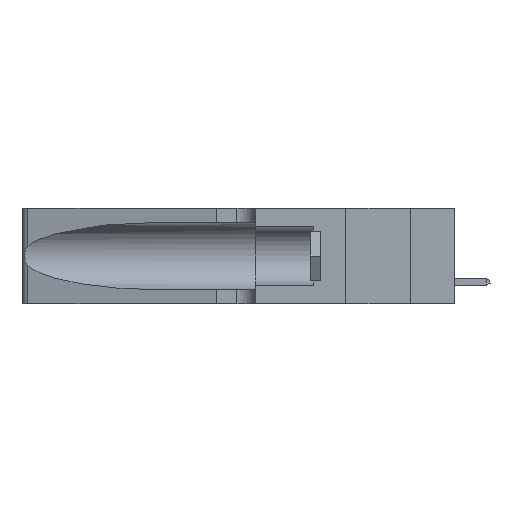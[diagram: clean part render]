
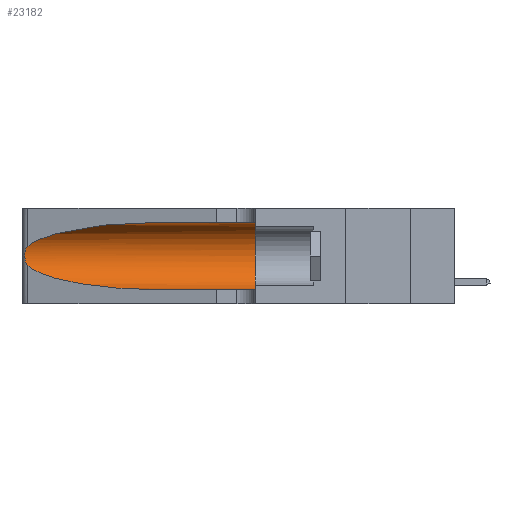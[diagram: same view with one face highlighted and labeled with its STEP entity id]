
A CAD part, left-side view. The second image highlights one B-rep face of the part: STEP entity #23182.
In plain terms, the highlighted cylindrical face has radius 3.308 mm (diameter 6.617 mm), a partial arc.
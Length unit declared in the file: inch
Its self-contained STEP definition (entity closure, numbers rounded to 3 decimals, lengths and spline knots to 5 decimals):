
#499 = CARTESIAN_POINT ( 'NONE',  ( 0.1305, 0.72297, 0.05475 ) ) ;
#1143 = ORIENTED_EDGE ( 'NONE', *, *, #30882, .T. ) ;
#1251 = ORIENTED_EDGE ( 'NONE', *, *, #27106, .T. ) ;
#1365 = ORIENTED_EDGE ( 'NONE', *, *, #10251, .F. ) ;
#1376 = CARTESIAN_POINT ( 'NONE',  ( 0.1305, 0.35, 0.185 ) ) ;
#2010 = ORIENTED_EDGE ( 'NONE', *, *, #22228, .F. ) ;
#3610 = CARTESIAN_POINT ( 'NONE',  ( 0.25487, 1.22718, 0.22369 ) ) ;
#4010 = DIRECTION ( 'NONE',  ( 0., 0., 1. ) ) ;
#4110 =( BOUNDED_CURVE ( )  B_SPLINE_CURVE ( 3, ( #13644, #19049, #28046, #27813 ),
 .UNSPECIFIED., .F., .F. ) 
 B_SPLINE_CURVE_WITH_KNOTS ( ( 4, 4 ),
 ( 1.5708, 2.84003 ),
 .UNSPECIFIED. ) 
 CURVE ( )  GEOMETRIC_REPRESENTATION_ITEM ( )  RATIONAL_B_SPLINE_CURVE ( ( 1., 0.87, 0.87, 1. ) ) 
 REPRESENTATION_ITEM ( '' )  );
#4735 = CARTESIAN_POINT ( 'NONE',  ( 0.26075, 1.23896, 0.178 ) ) ;
#4853 = CARTESIAN_POINT ( 'NONE',  ( 0.26075, 1.23896, 0.19203 ) ) ;
#5089 = CARTESIAN_POINT ( 'NONE',  ( 0.25787, 1.23484, 0.2124 ) ) ;
#5212 = CARTESIAN_POINT ( 'NONE',  ( 0.25856, 1.23593, 0.16098 ) ) ;
#6243 = EDGE_CURVE ( 'NONE', #24885, #6489, #32589, .T. ) ;
#6489 = VERTEX_POINT ( 'NONE', #499 ) ;
#6752 = AXIS2_PLACEMENT_3D ( 'NONE', #10654, #21397, #29139 ) ;
#6954 = CARTESIAN_POINT ( 'NONE',  ( 0.25487, 1.22718, 0.14631 ) ) ;
#7090 = ORIENTED_EDGE ( 'NONE', *, *, #33395, .T. ) ;
#7463 = CARTESIAN_POINT ( 'NONE',  ( 0.25639, 1.23184, 0.21858 ) ) ;
#10202 = CARTESIAN_POINT ( 'NONE',  ( 0.26017, 1.23833, 0.17102 ) ) ;
#10251 = EDGE_CURVE ( 'NONE', #14680, #16536, #24774, .T. ) ;
#10654 = CARTESIAN_POINT ( 'NONE',  ( 0.1305, 1.61858, 0.185 ) ) ;
#11740 = CARTESIAN_POINT ( 'NONE',  ( 0.25487, 1.22718, 0.14631 ) ) ;
#12415 = CARTESIAN_POINT ( 'NONE',  ( 0.1305, 1.61858, 0.31525 ) ) ;
#12819 = CARTESIAN_POINT ( 'NONE',  ( 0.25487, 1.22718, 0.22369 ) ) ;
#12945 = VECTOR ( 'NONE', #20987, 39.37008 ) ;
#13644 = CARTESIAN_POINT ( 'NONE',  ( 0.1305, 0.72297, 0.31525 ) ) ;
#13962 = EDGE_LOOP ( 'NONE', ( #1143, #7090, #20859, #1251, #2010, #1365 ) ) ;
#14252 = AXIS2_PLACEMENT_3D ( 'NONE', #1376, #25910, #4010 ) ;
#14657 = CARTESIAN_POINT ( 'NONE',  ( 0.1305, 0.72297, 0.31525 ) ) ;
#14680 = VERTEX_POINT ( 'NONE', #14657 ) ;
#15134 = DIRECTION ( 'NONE',  ( 0., -1., 0. ) ) ;
#15258 = CARTESIAN_POINT ( 'NONE',  ( 0.1305, 0.72297, 0.05475 ) ) ;
#15629 = VERTEX_POINT ( 'NONE', #23796 ) ;
#15644 = CARTESIAN_POINT ( 'NONE',  ( 0.25789, 1.23486, 0.15765 ) ) ;
#15888 = CARTESIAN_POINT ( 'NONE',  ( 0.25555, 1.22994, 0.2215 ) ) ;
#16536 = VERTEX_POINT ( 'NONE', #25605 ) ;
#19049 = CARTESIAN_POINT ( 'NONE',  ( 0.18966, 0.96281, 0.31525 ) ) ;
#19628 = CIRCLE ( 'NONE', #14252, 0.13025 ) ;
#20132 = LINE ( 'NONE', #23825, #12945 ) ;
#20682 = CARTESIAN_POINT ( 'NONE',  ( 0.18966, 0.96281, 0.05475 ) ) ;
#20859 = ORIENTED_EDGE ( 'NONE', *, *, #6243, .T. ) ;
#20959 = CARTESIAN_POINT ( 'NONE',  ( 0.26018, 1.23835, 0.19895 ) ) ;
#20987 = DIRECTION ( 'NONE',  ( 0., -1., 0. ) ) ;
#21185 = CARTESIAN_POINT ( 'NONE',  ( 0.25854, 1.2359, 0.20912 ) ) ;
#21397 = DIRECTION ( 'NONE',  ( 0., -1., 0. ) ) ;
#21420 = CARTESIAN_POINT ( 'NONE',  ( 0.25487, 1.22718, 0.14631 ) ) ;
#22228 = EDGE_CURVE ( 'NONE', #16536, #15629, #19628, .T. ) ;
#23182 = ADVANCED_FACE ( 'NONE', ( #23354 ), #30575, .F. ) ;
#23354 = FACE_OUTER_BOUND ( 'NONE', #13962, .T. ) ;
#23796 = CARTESIAN_POINT ( 'NONE',  ( 0.1305, 0.35, 0.05475 ) ) ;
#23825 = CARTESIAN_POINT ( 'NONE',  ( 0.1305, 1.61858, 0.05475 ) ) ;
#24030 = CARTESIAN_POINT ( 'NONE',  ( 0.25555, 1.22993, 0.14849 ) ) ;
#24774 = LINE ( 'NONE', #12415, #26494 ) ;
#24885 = VERTEX_POINT ( 'NONE', #11740 ) ;
#25162 = B_SPLINE_CURVE_WITH_KNOTS ( 'NONE', 3,
 ( #12819, #15888, #7463, #5089, #21185, #20959, #4853, #4735, #10202, #5212, #15644, #34986, #24030, #21420 ),
 .UNSPECIFIED., .F., .F.,
 ( 4, 2, 2, 2, 2, 2, 4 ),
 ( 0., 0.00027, 0.00053, 0.00107, 0.0016, 0.00187, 0.00214 ),
 .UNSPECIFIED. ) ;
#25605 = CARTESIAN_POINT ( 'NONE',  ( 0.1305, 0.35, 0.31525 ) ) ;
#25890 = CARTESIAN_POINT ( 'NONE',  ( 0.2373, 1.15595, 0.08982 ) ) ;
#25910 = DIRECTION ( 'NONE',  ( 0., 1., 0. ) ) ;
#26494 = VECTOR ( 'NONE', #15134, 39.37008 ) ;
#27106 = EDGE_CURVE ( 'NONE', #6489, #15629, #20132, .T. ) ;
#27813 = CARTESIAN_POINT ( 'NONE',  ( 0.25487, 1.22718, 0.22369 ) ) ;
#28046 = CARTESIAN_POINT ( 'NONE',  ( 0.2373, 1.15595, 0.28018 ) ) ;
#29139 = DIRECTION ( 'NONE',  ( 0., 0., -1. ) ) ;
#30575 = CYLINDRICAL_SURFACE ( 'NONE', #6752, 0.13025 ) ;
#30882 = EDGE_CURVE ( 'NONE', #14680, #32418, #4110, .T. ) ;
#32418 = VERTEX_POINT ( 'NONE', #3610 ) ;
#32589 =( BOUNDED_CURVE ( )  B_SPLINE_CURVE ( 3, ( #6954, #25890, #20682, #15258 ),
 .UNSPECIFIED., .F., .T. ) 
 B_SPLINE_CURVE_WITH_KNOTS ( ( 4, 4 ),
 ( 3.44316, 4.71239 ),
 .UNSPECIFIED. ) 
 CURVE ( )  GEOMETRIC_REPRESENTATION_ITEM ( )  RATIONAL_B_SPLINE_CURVE ( ( 1., 0.87, 0.87, 1. ) ) 
 REPRESENTATION_ITEM ( '' )  );
#33395 = EDGE_CURVE ( 'NONE', #32418, #24885, #25162, .T. ) ;
#34986 = CARTESIAN_POINT ( 'NONE',  ( 0.25639, 1.23186, 0.15144 ) ) ;
